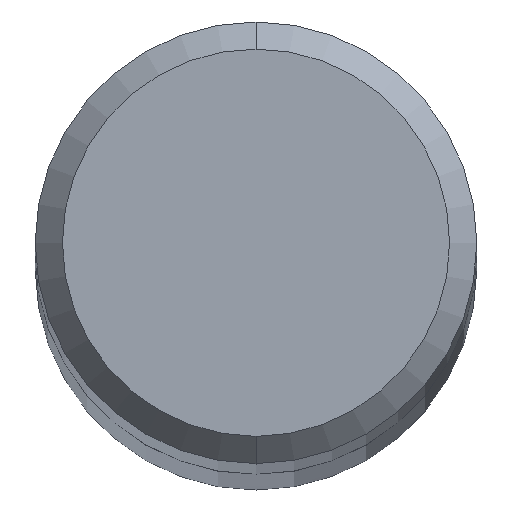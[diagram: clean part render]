
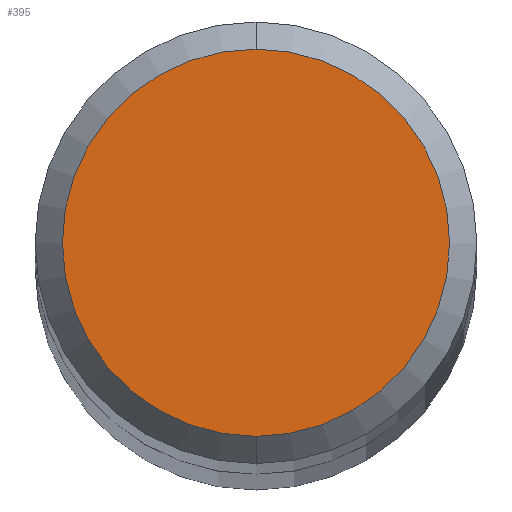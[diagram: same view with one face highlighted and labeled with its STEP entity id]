
A CAD part, top view. The second image highlights one B-rep face of the part: STEP entity #395.
In plain terms, the highlighted planar face has unit normal (0, 0, 1).
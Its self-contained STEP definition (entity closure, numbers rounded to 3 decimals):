
#229=VERTEX_POINT('',#511);
#265=EDGE_CURVE('',#389,#229,#551,.T.);
#337=EDGE_CURVE('',#229,#389,#628,.T.);
#389=VERTEX_POINT('',#689);
#395=ADVANCED_FACE('',(#695),#696,.T.);
#511=CARTESIAN_POINT('',(0.0,2.85,0.0));
#551=CIRCLE('',#983,2.85);
#628=CIRCLE('',#1158,2.85);
#689=CARTESIAN_POINT('',(0.,-2.85,0.0));
#695=FACE_OUTER_BOUND('',#1281,.T.);
#696=PLANE('',#1282);
#983=AXIS2_PLACEMENT_3D('',#1439,#1440,#1441);
#1158=AXIS2_PLACEMENT_3D('',#1515,#1516,#1517);
#1281=EDGE_LOOP('',(#1603,#1604));
#1282=AXIS2_PLACEMENT_3D('',#1605,#1606,#1607);
#1439=CARTESIAN_POINT('',(0.0,0.0,0.0));
#1440=DIRECTION('',(0.0,0.0,-1.0));
#1441=DIRECTION('',(0.0,1.0,0.0));
#1515=CARTESIAN_POINT('',(0.0,0.0,0.0));
#1516=DIRECTION('',(0.0,0.0,-1.0));
#1517=DIRECTION('',(0.0,1.0,0.0));
#1603=ORIENTED_EDGE('',*,*,#337,.F.);
#1604=ORIENTED_EDGE('',*,*,#265,.F.);
#1605=CARTESIAN_POINT('',(0.0,1.425,0.0));
#1606=DIRECTION('',(-0.0,0.0,1.0));
#1607=DIRECTION('',(0.0,-1.0,0.0));
